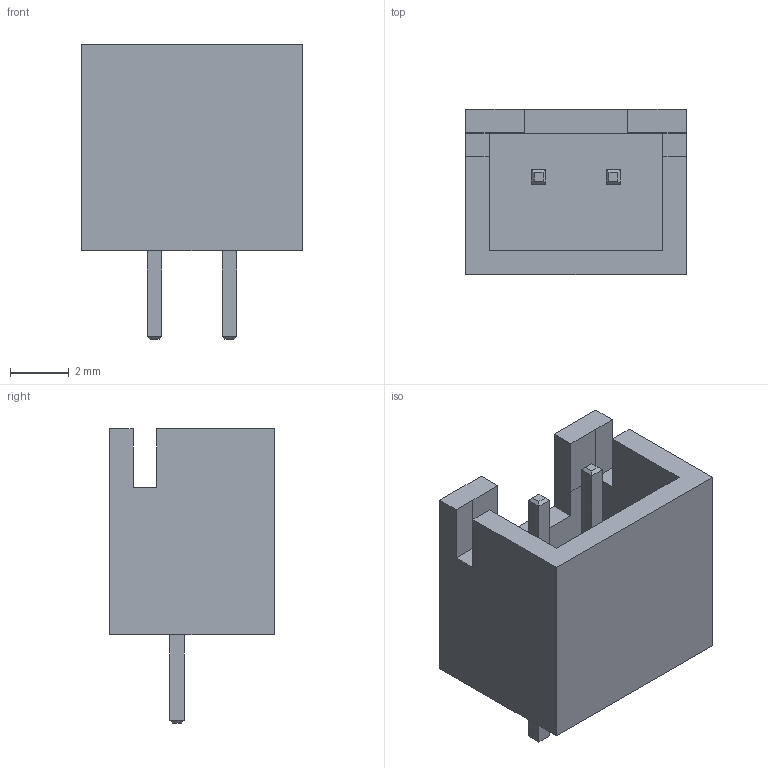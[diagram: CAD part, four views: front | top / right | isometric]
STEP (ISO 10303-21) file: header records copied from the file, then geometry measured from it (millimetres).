
FILE_DESCRIPTION(('FreeCAD Model'),'2;1');
FILE_NAME('housing-2-54mm-2p.step', '2015-02-17T22:56:44',('FreeCAD'),('FreeCAD'), 'Open CASCADE STEP processor 6.7','FreeCAD','Unknown');
FILE_SCHEMA(('AUTOMOTIVE_DESIGN_CC2 { 1 2 10303 214 -1 1 5 4 }'));
Length unit declared in the file: millimetre
Products named in the file (1): Chamfer
Bounding box: 7.5 x 5.6 x 10 mm (x, y, z)
Volume: 157.5 mm3; surface area: 393.6 mm2
Topology: 1 solids, 1 shells, 60 faces, 142 edges, 88 vertices
Faces by surface type: plane 60
Entity records: 3493 total; most frequent: CARTESIAN_POINT 615, DIRECTION 508, LINE 386, VECTOR 386, ORIENTED_EDGE 284, PCURVE 284, DEFINITIONAL_REPRESENTATION 284, EDGE_CURVE 142
